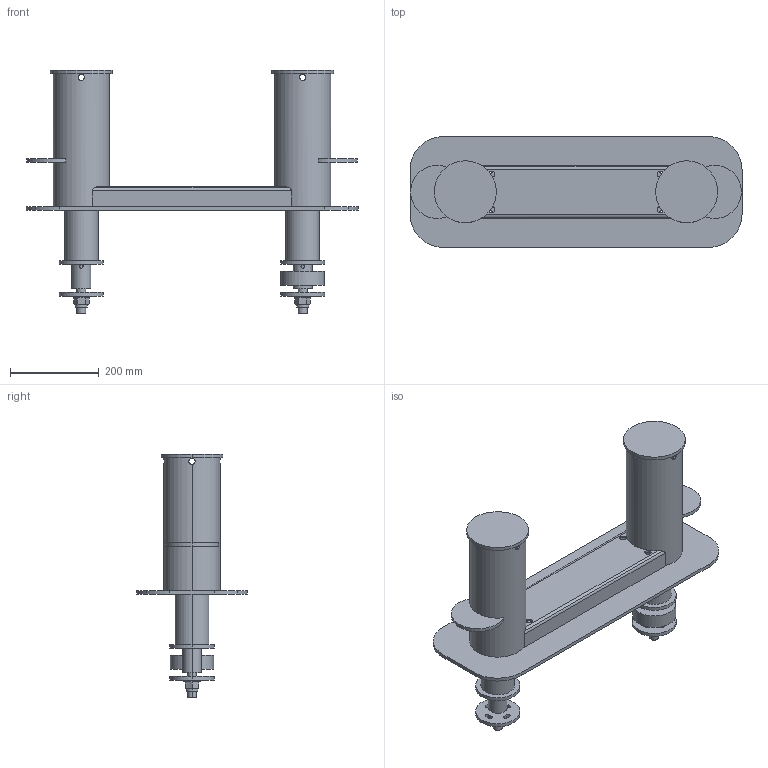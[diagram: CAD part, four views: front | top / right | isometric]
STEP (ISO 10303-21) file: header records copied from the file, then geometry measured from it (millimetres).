
FILE_DESCRIPTION(('STEP AP214'),'1');
FILE_NAME('Doppelpoller.STP','2023-11-21T12:52:45',(' '),(' '),'Spatial InterOp 3D',' ',' ');
FILE_SCHEMA(('AUTOMOTIVE_DESIGN { 1 0 10303 214 1 1 1 1 }'));
Length unit declared in the file: millimetre
Products named in the file (1): FLB 250x8
Bounding box: 750 x 250 x 550 mm (x, y, z)
Volume: 3765480.7 mm3; surface area: 1378374.5 mm2
Topology: 23 solids, 23 shells, 394 faces, 1028 edges, 678 vertices
Faces by surface type: cylinder 224, plane 122, cone 40, torus 4, bspline 4
Entity records: 16281 total; most frequent: CARTESIAN_POINT 5631, DIRECTION 2060, ORIENTED_EDGE 2056, EDGE_CURVE 1028, AXIS2_PLACEMENT_3D 819, VERTEX_POINT 678, EDGE_LOOP 514, LINE 422
